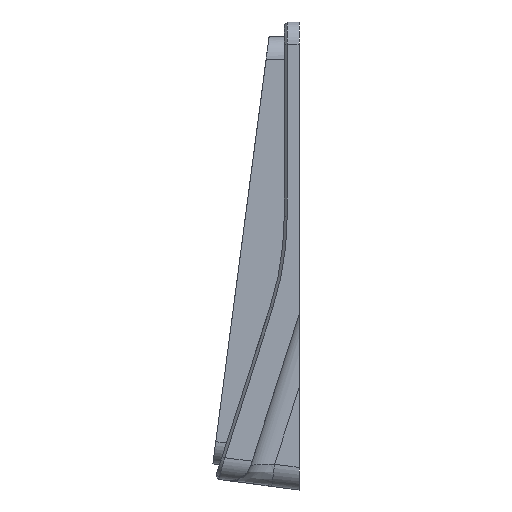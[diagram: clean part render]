
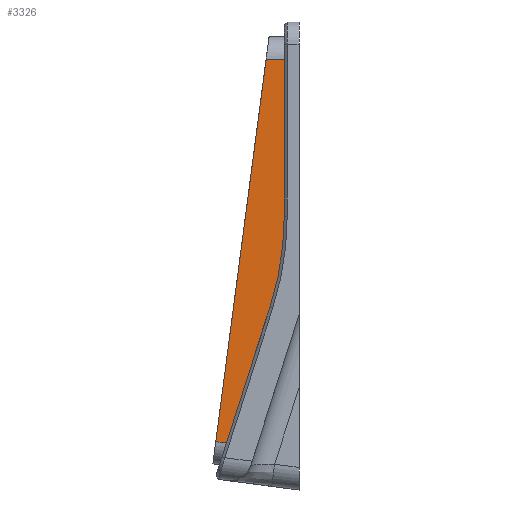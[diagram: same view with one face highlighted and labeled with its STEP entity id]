
A CAD part, left-side view. The second image highlights one B-rep face of the part: STEP entity #3326.
In plain terms, the highlighted planar face has unit normal (-1, 0, 0).
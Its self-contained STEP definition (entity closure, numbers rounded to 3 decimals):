
#123 = EDGE_CURVE ( 'NONE', #695, #2875, #647, .T. ) ;
#246 = LINE ( 'NONE', #2964, #1426 ) ;
#370 = EDGE_CURVE ( 'NONE', #2903, #1283, #1863, .T. ) ;
#396 = EDGE_CURVE ( 'NONE', #1283, #695, #505, .T. ) ;
#441 = CARTESIAN_POINT ( 'NONE',  ( -157.5, 0., 15.565 ) ) ;
#452 = FACE_OUTER_BOUND ( 'NONE', #2052, .T. ) ;
#454 = AXIS2_PLACEMENT_3D ( 'NONE', #3171, #1738, #2406 ) ;
#505 = LINE ( 'NONE', #1278, #3600 ) ;
#647 = LINE ( 'NONE', #2044, #2738 ) ;
#695 = VERTEX_POINT ( 'NONE', #2979 ) ;
#759 = ORIENTED_EDGE ( 'NONE', *, *, #123, .T. ) ;
#1066 = CARTESIAN_POINT ( 'NONE',  ( -157.5, 4.76, -14.922 ) ) ;
#1278 = CARTESIAN_POINT ( 'NONE',  ( -157.5, 0., -75.665 ) ) ;
#1283 = VERTEX_POINT ( 'NONE', #441 ) ;
#1345 = DIRECTION ( 'NONE',  ( 0., 1., 0. ) ) ;
#1426 = VECTOR ( 'NONE', #1832, 1000. ) ;
#1489 = DIRECTION ( 'NONE',  ( 0., 0., 1. ) ) ;
#1596 = LINE ( 'NONE', #4005, #3446 ) ;
#1621 = CARTESIAN_POINT ( 'NONE',  ( -157.5, 22.953, -60.116 ) ) ;
#1637 = VECTOR ( 'NONE', #3977, 1000. ) ;
#1738 = DIRECTION ( 'NONE',  ( 1., 0., 0. ) ) ;
#1832 = DIRECTION ( 'NONE',  ( 0., 0.131, -0.991 ) ) ;
#1863 = CIRCLE ( 'NONE', #3523, 100. ) ;
#1972 = DIRECTION ( 'NONE',  ( 0., -0.991, -0.131 ) ) ;
#2044 = CARTESIAN_POINT ( 'NONE',  ( -157.5, 25., 68.165 ) ) ;
#2052 = EDGE_LOOP ( 'NONE', ( #2408, #2526, #2492, #3946, #2970, #759 ) ) ;
#2102 = PLANE ( 'NONE',  #454 ) ;
#2208 = VERTEX_POINT ( 'NONE', #2747 ) ;
#2406 = DIRECTION ( 'NONE',  ( 0., 0., -1. ) ) ;
#2408 = ORIENTED_EDGE ( 'NONE', *, *, #3059, .T. ) ;
#2492 = ORIENTED_EDGE ( 'NONE', *, *, #2807, .T. ) ;
#2526 = ORIENTED_EDGE ( 'NONE', *, *, #3198, .T. ) ;
#2578 = CARTESIAN_POINT ( 'NONE',  ( -157.5, 24.278, -75.896 ) ) ;
#2738 = VECTOR ( 'NONE', #1345, 1000. ) ;
#2747 = CARTESIAN_POINT ( 'NONE',  ( -157.5, 19.378, -60.586 ) ) ;
#2807 = EDGE_CURVE ( 'NONE', #2208, #2903, #2923, .T. ) ;
#2875 = VERTEX_POINT ( 'NONE', #3508 ) ;
#2903 = VERTEX_POINT ( 'NONE', #1066 ) ;
#2923 = LINE ( 'NONE', #2578, #1637 ) ;
#2964 = CARTESIAN_POINT ( 'NONE',  ( -157.5, 14.782, 1.946 ) ) ;
#2970 = ORIENTED_EDGE ( 'NONE', *, *, #396, .T. ) ;
#2979 = CARTESIAN_POINT ( 'NONE',  ( -157.5, 0., 68.165 ) ) ;
#3059 = EDGE_CURVE ( 'NONE', #2875, #4312, #246, .T. ) ;
#3171 = CARTESIAN_POINT ( 'NONE',  ( -157.5, 25., -75.665 ) ) ;
#3198 = EDGE_CURVE ( 'NONE', #4312, #2208, #1596, .T. ) ;
#3326 = ADVANCED_FACE ( 'NONE', ( #452 ), #2102, .F. ) ;
#3341 = DIRECTION ( 'NONE',  ( 0., 0., -1. ) ) ;
#3446 = VECTOR ( 'NONE', #1972, 1000. ) ;
#3508 = CARTESIAN_POINT ( 'NONE',  ( -157.5, 6.064, 68.165 ) ) ;
#3523 = AXIS2_PLACEMENT_3D ( 'NONE', #3559, #3924, #3341 ) ;
#3559 = CARTESIAN_POINT ( 'NONE',  ( -157.5, 100., 15.565 ) ) ;
#3600 = VECTOR ( 'NONE', #1489, 1000. ) ;
#3924 = DIRECTION ( 'NONE',  ( -1., 0., 0. ) ) ;
#3946 = ORIENTED_EDGE ( 'NONE', *, *, #370, .T. ) ;
#3977 = DIRECTION ( 'NONE',  ( 0., -0.305, 0.952 ) ) ;
#4005 = CARTESIAN_POINT ( 'NONE',  ( -157.5, 20.722, -60.409 ) ) ;
#4312 = VERTEX_POINT ( 'NONE', #1621 ) ;
